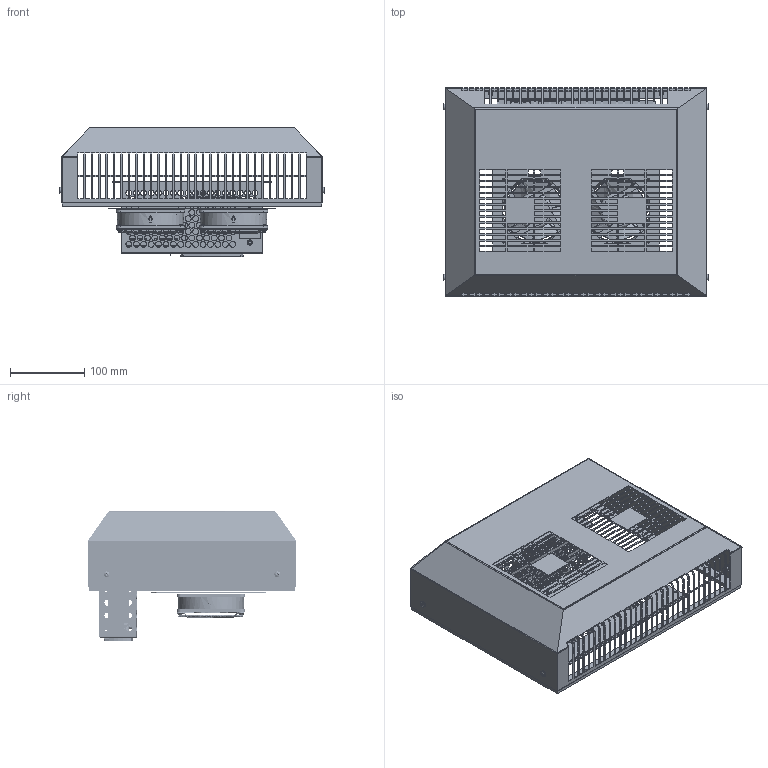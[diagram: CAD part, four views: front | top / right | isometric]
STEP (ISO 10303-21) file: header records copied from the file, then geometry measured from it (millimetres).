
FILE_DESCRIPTION (( 'STEP AP214' ), '1' );
FILE_NAME ('61053013.STEP', '2024-01-02T13:34:58', ( '' ), ( '' ), 'SwSTEP 2.0', 'SolidWorks 2023', '' );
FILE_SCHEMA (( 'AUTOMOTIVE_DESIGN' ));
Length unit declared in the file: inch
Products named in the file (1): 61053013
Bounding box: 358.59 x 280.5 x 174.4 mm (x, y, z)
Volume: 627696.2 mm3; surface area: 618029.4 mm2
Topology: 38 solids, 44 shells, 3447 faces, 10127 edges, 6715 vertices
Faces by surface type: plane 2488, cylinder 579, bspline 224, cone 148, torus 8
Full cylindrical faces by diameter (mm): 1.5 x2, 1.7 x7, 1.8 x22, 2.4 x8, 2.45 x2, 2.5 x4, 2.7 x4, 2.865 x1, 3 x1, 3.095 x1, 3.2 x1, 3.242 x4, 3.5 x6, 3.6 x4, 3.8 x9, 3.9 x9, 3.92 x8, 4 x4, 4.3 x16, 4.5 x10, 6 x12, 7 x4, 8 x151, 47.926 x2, 86.189 x2, 89.282 x2
Entity records: 120542 total; most frequent: CARTESIAN_POINT 31100, ORIENTED_EDGE 18930, DIRECTION 16327, EDGE_CURVE 9465, VECTOR 6997, LINE 6997, VERTEX_POINT 6531, EDGE_LOOP 4918
